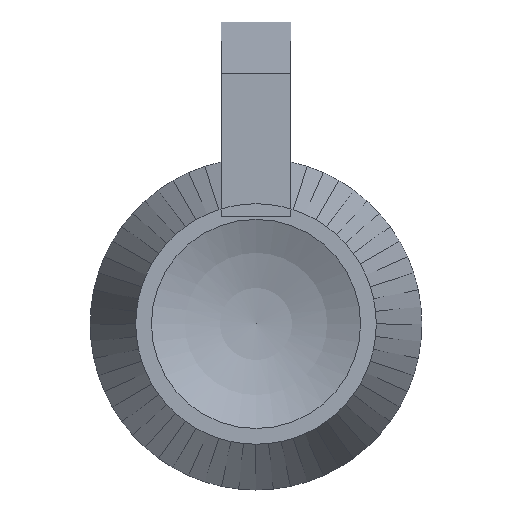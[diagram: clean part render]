
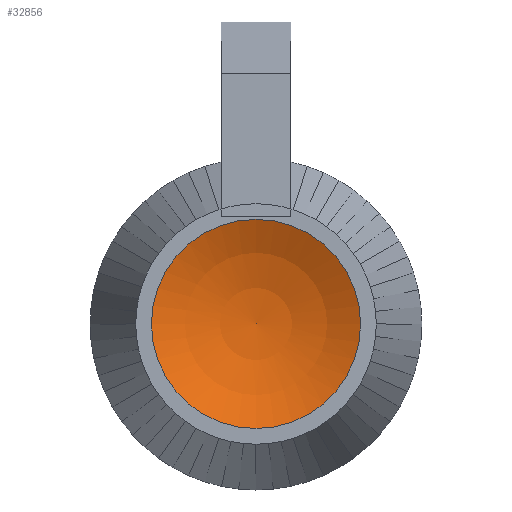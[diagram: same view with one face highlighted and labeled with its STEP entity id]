
A CAD part, top view. The second image highlights one B-rep face of the part: STEP entity #32856.
In plain terms, the highlighted spherical face has radius 14 mm.
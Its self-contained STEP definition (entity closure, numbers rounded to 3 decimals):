
#13373 = EDGE_CURVE('',#13374,#13374,#13376,.T.);
#13374 = VERTEX_POINT('',#13375);
#13375 = CARTESIAN_POINT('',(6.305,0.,7.5));
#13376 = CIRCLE('',#13377,6.305);
#13377 = AXIS2_PLACEMENT_3D('',#13378,#13379,#13380);
#13378 = CARTESIAN_POINT('',(0.,0.,7.5));
#13379 = DIRECTION('',(0.,0.,1.));
#13380 = DIRECTION('',(1.,0.,0.));
#32856 = ADVANCED_FACE('',(#32857),#32870,.F.);
#32857 = FACE_BOUND('',#32858,.F.);
#32858 = EDGE_LOOP('',(#32859,#32860,#32869));
#32859 = ORIENTED_EDGE('',*,*,#13373,.F.);
#32860 = ORIENTED_EDGE('',*,*,#32861,.F.);
#32861 = EDGE_CURVE('',#32862,#13374,#32864,.T.);
#32862 = VERTEX_POINT('',#32863);
#32863 = CARTESIAN_POINT('',(0.,0.,6.
    ));
#32864 = CIRCLE('',#32865,14.);
#32865 = AXIS2_PLACEMENT_3D('',#32866,#32867,#32868);
#32866 = CARTESIAN_POINT('',(0.,0.,20.));
#32867 = DIRECTION('',(0.,-1.,0.));
#32868 = DIRECTION('',(1.,0.,0.));
#32869 = ORIENTED_EDGE('',*,*,#32861,.T.);
#32870 = SPHERICAL_SURFACE('',#32871,14.);
#32871 = AXIS2_PLACEMENT_3D('',#32872,#32873,#32874);
#32872 = CARTESIAN_POINT('',(0.,0.,20.));
#32873 = DIRECTION('',(0.,0.,1.));
#32874 = DIRECTION('',(1.,0.,0.));
